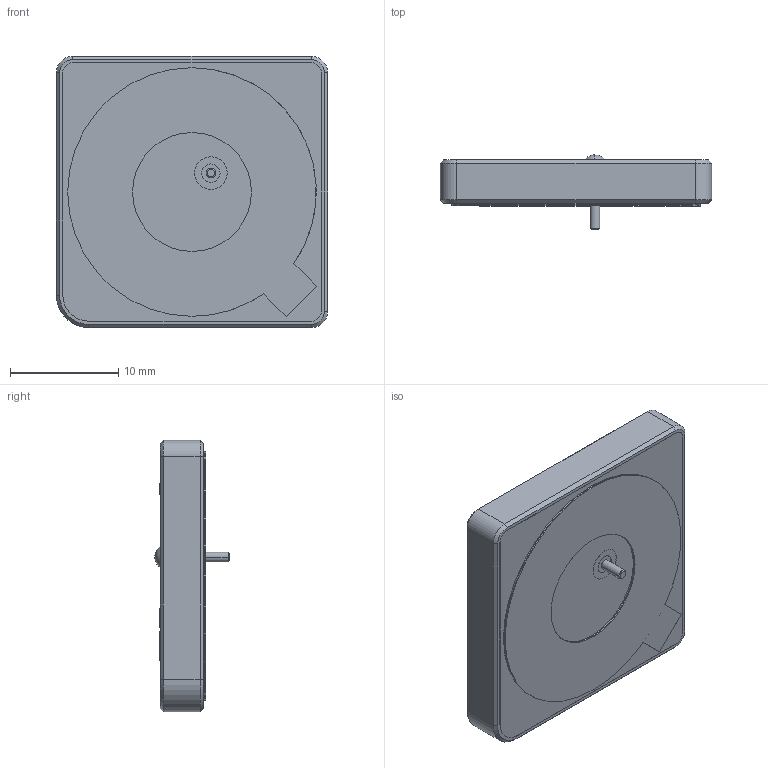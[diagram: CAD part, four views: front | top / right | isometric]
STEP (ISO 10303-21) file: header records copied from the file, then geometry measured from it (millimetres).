
FILE_DESCRIPTION (( 'STEP AP214' ), '1' );
FILE_NAME ('GP.1575.25.4.A.02_web.STEP', '2019-12-13T08:10:47', ( '' ), ( '' ), 'SwSTEP 2.0', 'SolidWorks 2017', '' );
FILE_SCHEMA (( 'AUTOMOTIVE_DESIGN' ));
Length unit declared in the file: millimetre
Products named in the file (5): GP.1575.25.4.A.02_Adhesive; GP.1575.25.4.A.02_Patch; GP.1575.25.4.A.02_web
Assembly tree (2 placements, depth 2):
  GP.1575.25.4.A.02_Patch
  GP.1575.25.4.A.02_web
    GP.1575.25.4.A.02_Patch
    GP.1575.25.4.A.02_Adhesive
  GP.1575.25.4.A.02_Adhesive
Bounding box: 25.1 x 6.9 x 25.1 mm (x, y, z)
Volume: 2580.8 mm3; surface area: 2948.3 mm2
Topology: 4 solids, 4 shells, 477 faces, 1277 edges, 845 vertices
Faces by surface type: plane 250, bspline 192, cylinder 23, cone 10, torus 2
Entity records: 18793 total; most frequent: CARTESIAN_POINT 7987, ORIENTED_EDGE 2550, DIRECTION 1535, EDGE_CURVE 1275, VERTEX_POINT 845, VECTOR 829, LINE 829, EDGE_LOOP 520
